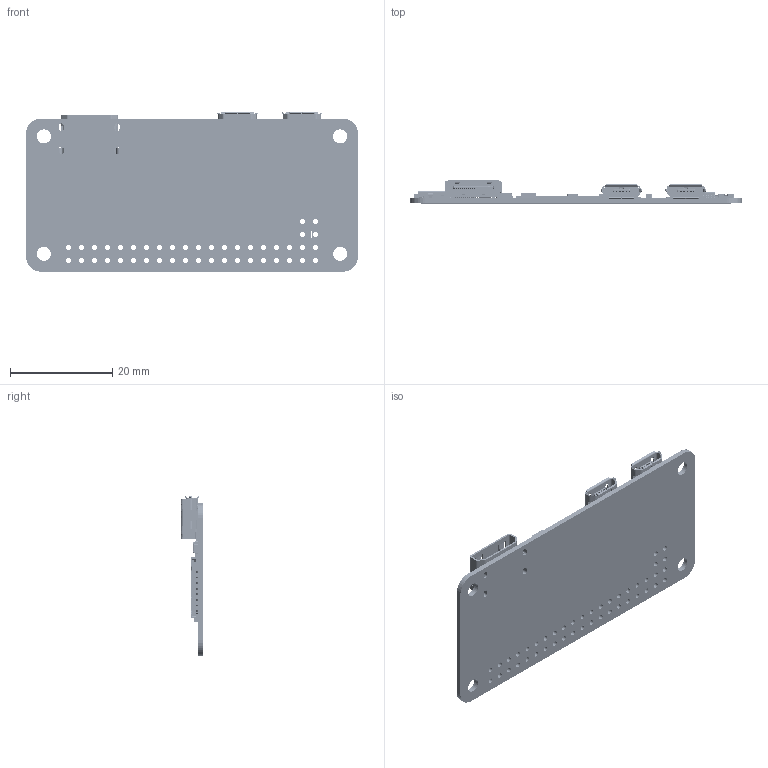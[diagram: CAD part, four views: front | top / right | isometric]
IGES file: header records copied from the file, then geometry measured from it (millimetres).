
Start section: SolidWorks IGES file using analytic representation for surfaces
Global section: file name: RapberryPiZero.IGS; native system: SolidWorks 2013; preprocessor: SolidWorks 2013; author: Tom; date: 160722.102340; units: millimetre
Bounding box: 65 x 4.45 x 31.23 mm (x, y, z)
Surface area: 6903.3 mm2 (no closed solid volume)
Topology: 0 solids, 0 shells, 6056 faces, 42566 edges, 41752 vertices
Faces by surface type: bspline 3409, revolution 2647
